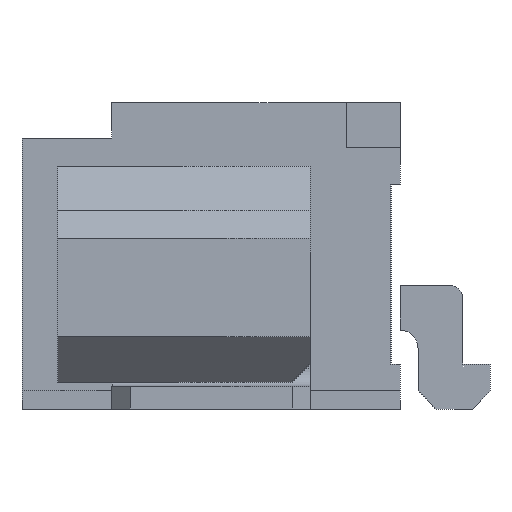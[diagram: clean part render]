
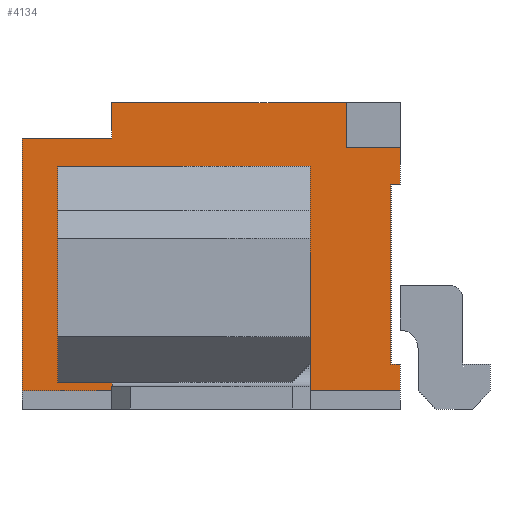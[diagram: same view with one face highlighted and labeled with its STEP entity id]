
A CAD part, left-side view. The second image highlights one B-rep face of the part: STEP entity #4134.
In plain terms, the highlighted planar face has unit normal (-1, 0, 0).
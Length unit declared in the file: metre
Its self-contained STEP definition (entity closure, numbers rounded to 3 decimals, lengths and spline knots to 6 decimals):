
#14=FACE_BOUND('',#371,.T.);
#146=FACE_OUTER_BOUND('',#370,.T.);
#370=EDGE_LOOP('',(#3033,#3034,#3035,#3036,#3037,#3038,#3039,#3040,#3041,
#3042,#3043,#3044));
#371=EDGE_LOOP('',(#3045,#3046,#3047,#3048));
#650=LINE('',#5931,#1221);
#710=LINE('',#6058,#1281);
#755=LINE('',#6144,#1326);
#780=LINE('',#6196,#1351);
#781=LINE('',#6197,#1352);
#782=LINE('',#6199,#1353);
#783=LINE('',#6201,#1354);
#784=LINE('',#6203,#1355);
#785=LINE('',#6205,#1356);
#786=LINE('',#6206,#1357);
#787=LINE('',#6208,#1358);
#788=LINE('',#6210,#1359);
#789=LINE('',#6211,#1360);
#790=LINE('',#6213,#1361);
#791=LINE('',#6215,#1362);
#792=LINE('',#6216,#1363);
#1221=VECTOR('',#4796,1.);
#1281=VECTOR('',#4886,1.);
#1326=VECTOR('',#4953,1.);
#1351=VECTOR('',#4992,1.);
#1352=VECTOR('',#4993,1.);
#1353=VECTOR('',#4994,1.);
#1354=VECTOR('',#4995,1.);
#1355=VECTOR('',#4996,1.);
#1356=VECTOR('',#4997,1.);
#1357=VECTOR('',#4998,1.);
#1358=VECTOR('',#4999,1.);
#1359=VECTOR('',#5000,1.);
#1360=VECTOR('',#5001,1.);
#1361=VECTOR('',#5002,1.);
#1362=VECTOR('',#5003,1.);
#1363=VECTOR('',#5004,1.);
#1775=VERTEX_POINT('',#5928);
#1776=VERTEX_POINT('',#5930);
#1827=VERTEX_POINT('',#6055);
#1828=VERTEX_POINT('',#6057);
#1857=VERTEX_POINT('',#6141);
#1858=VERTEX_POINT('',#6143);
#1877=VERTEX_POINT('',#6194);
#1878=VERTEX_POINT('',#6195);
#1879=VERTEX_POINT('',#6198);
#1880=VERTEX_POINT('',#6200);
#1881=VERTEX_POINT('',#6202);
#1882=VERTEX_POINT('',#6204);
#1883=VERTEX_POINT('',#6207);
#1884=VERTEX_POINT('',#6209);
#1885=VERTEX_POINT('',#6212);
#1886=VERTEX_POINT('',#6214);
#2196=EDGE_CURVE('',#1776,#1775,#650,.T.);
#2256=EDGE_CURVE('',#1827,#1828,#710,.T.);
#2301=EDGE_CURVE('',#1858,#1857,#755,.T.);
#2326=EDGE_CURVE('',#1877,#1878,#780,.T.);
#2327=EDGE_CURVE('',#1858,#1877,#781,.T.);
#2328=EDGE_CURVE('',#1879,#1857,#782,.T.);
#2329=EDGE_CURVE('',#1880,#1879,#783,.T.);
#2330=EDGE_CURVE('',#1880,#1881,#784,.T.);
#2331=EDGE_CURVE('',#1881,#1882,#785,.T.);
#2332=EDGE_CURVE('',#1882,#1776,#786,.T.);
#2333=EDGE_CURVE('',#1883,#1775,#787,.T.);
#2334=EDGE_CURVE('',#1883,#1884,#788,.T.);
#2335=EDGE_CURVE('',#1884,#1878,#789,.T.);
#2336=EDGE_CURVE('',#1885,#1827,#790,.T.);
#2337=EDGE_CURVE('',#1885,#1886,#791,.T.);
#2338=EDGE_CURVE('',#1886,#1828,#792,.T.);
#3033=ORIENTED_EDGE('',*,*,#2326,.F.);
#3034=ORIENTED_EDGE('',*,*,#2327,.F.);
#3035=ORIENTED_EDGE('',*,*,#2301,.T.);
#3036=ORIENTED_EDGE('',*,*,#2328,.F.);
#3037=ORIENTED_EDGE('',*,*,#2329,.F.);
#3038=ORIENTED_EDGE('',*,*,#2330,.T.);
#3039=ORIENTED_EDGE('',*,*,#2331,.T.);
#3040=ORIENTED_EDGE('',*,*,#2332,.T.);
#3041=ORIENTED_EDGE('',*,*,#2196,.T.);
#3042=ORIENTED_EDGE('',*,*,#2333,.F.);
#3043=ORIENTED_EDGE('',*,*,#2334,.T.);
#3044=ORIENTED_EDGE('',*,*,#2335,.T.);
#3045=ORIENTED_EDGE('',*,*,#2336,.F.);
#3046=ORIENTED_EDGE('',*,*,#2337,.T.);
#3047=ORIENTED_EDGE('',*,*,#2338,.T.);
#3048=ORIENTED_EDGE('',*,*,#2256,.F.);
#3919=PLANE('',#4389);
#4134=ADVANCED_FACE('',(#146,#14),#3919,.T.);
#4389=AXIS2_PLACEMENT_3D('',#6193,#4990,#4991);
#4796=DIRECTION('',(0.,0.,1.));
#4886=DIRECTION('',(0.,0.,1.));
#4953=DIRECTION('',(0.,0.,-1.));
#4990=DIRECTION('center_axis',(-1.,0.,0.));
#4991=DIRECTION('ref_axis',(0.,0.,1.));
#4992=DIRECTION('',(0.,0.,-1.));
#4993=DIRECTION('',(0.,-1.,0.));
#4994=DIRECTION('',(0.,-1.,0.));
#4995=DIRECTION('',(0.,0.,1.));
#4996=DIRECTION('',(0.,-1.,0.));
#4997=DIRECTION('',(0.,0.,1.));
#4998=DIRECTION('',(0.,1.,0.));
#4999=DIRECTION('',(0.,1.,0.));
#5000=DIRECTION('',(0.,0.,1.));
#5001=DIRECTION('',(0.,1.,0.));
#5002=DIRECTION('',(0.,-1.,0.));
#5003=DIRECTION('',(0.,0.,1.));
#5004=DIRECTION('',(0.,-1.,0.));
#5928=CARTESIAN_POINT('',(-0.002125,-0.003125,0.0007));
#5930=CARTESIAN_POINT('',(-0.002125,-0.003125,-0.0013));
#5931=CARTESIAN_POINT('',(-0.002125,-0.003125,-0.0013));
#6055=CARTESIAN_POINT('',(-0.002125,-0.002225,-0.0015));
#6057=CARTESIAN_POINT('',(-0.002125,-0.002225,0.0009));
#6058=CARTESIAN_POINT('',(-0.002125,-0.002225,-0.0015));
#6141=CARTESIAN_POINT('',(-0.002125,-0.000025,0.0012));
#6143=CARTESIAN_POINT('',(-0.002125,-0.000025,0.0016));
#6144=CARTESIAN_POINT('',(-0.002125,-0.000025,0.0016));
#6193=CARTESIAN_POINT('Origin',(-0.002125,0.000975,-0.0018));
#6194=CARTESIAN_POINT('',(-0.002125,-0.002625,0.0016));
#6195=CARTESIAN_POINT('',(-0.002125,-0.002625,0.0011));
#6196=CARTESIAN_POINT('',(-0.002125,-0.002625,0.0016));
#6197=CARTESIAN_POINT('',(-0.002125,-0.000025,0.0016));
#6198=CARTESIAN_POINT('',(-0.002125,0.000975,0.0012));
#6199=CARTESIAN_POINT('',(-0.002125,0.000975,0.0012));
#6200=CARTESIAN_POINT('',(-0.002125,0.000975,-0.0016));
#6201=CARTESIAN_POINT('',(-0.002125,0.000975,-0.0016));
#6202=CARTESIAN_POINT('',(-0.002125,-0.003225,-0.0016));
#6203=CARTESIAN_POINT('',(-0.002125,0.000975,-0.0016));
#6204=CARTESIAN_POINT('',(-0.002125,-0.003225,-0.0013));
#6205=CARTESIAN_POINT('',(-0.002125,-0.003225,-0.0016));
#6206=CARTESIAN_POINT('',(-0.002125,-0.003225,-0.0013));
#6207=CARTESIAN_POINT('',(-0.002125,-0.003225,0.0007));
#6208=CARTESIAN_POINT('',(-0.002125,-0.003225,0.0007));
#6209=CARTESIAN_POINT('',(-0.002125,-0.003225,0.0011));
#6210=CARTESIAN_POINT('',(-0.002125,-0.003225,0.0007));
#6211=CARTESIAN_POINT('',(-0.002125,-0.003225,0.0011));
#6212=CARTESIAN_POINT('',(-0.002125,0.000575,-0.0015));
#6213=CARTESIAN_POINT('',(-0.002125,0.000575,-0.0015));
#6214=CARTESIAN_POINT('',(-0.002125,0.000575,0.0009));
#6215=CARTESIAN_POINT('',(-0.002125,0.000575,-0.0015));
#6216=CARTESIAN_POINT('',(-0.002125,0.000575,0.0009));
